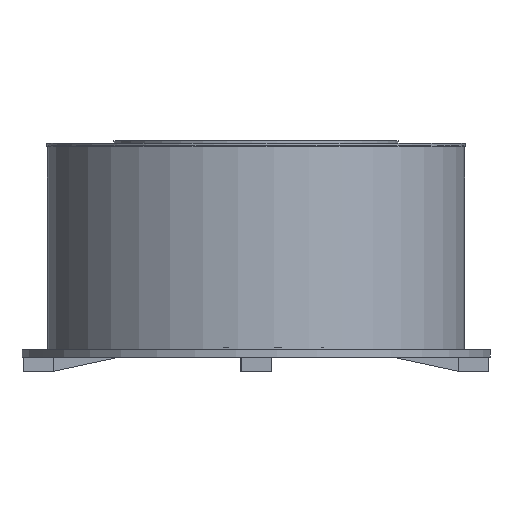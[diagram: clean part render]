
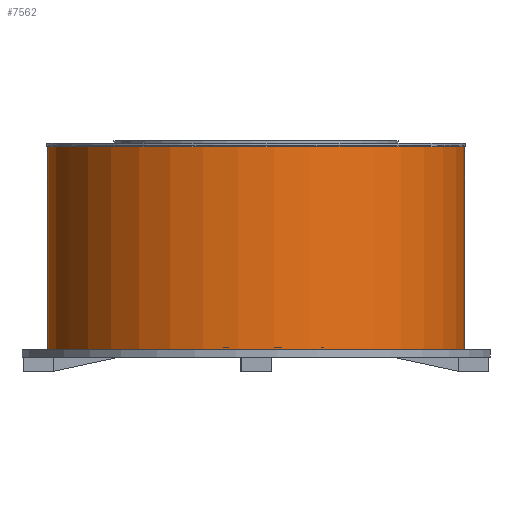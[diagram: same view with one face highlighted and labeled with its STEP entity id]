
A CAD part, left-side view. The second image highlights one B-rep face of the part: STEP entity #7562.
In plain terms, the highlighted cylindrical face has radius 220.5 mm (diameter 441 mm), a partial arc.
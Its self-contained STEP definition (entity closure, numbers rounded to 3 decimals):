
#807=FACE_OUTER_BOUND('',#1306,.T.);
#1306=EDGE_LOOP('',(#6995,#6996,#6997,#6998));
#1977=LINE('',#12959,#2653);
#1981=LINE('',#12968,#2657);
#2653=VECTOR('',#10741,214.997);
#2657=VECTOR('',#10747,214.997);
#3050=CIRCLE('',#8497,220.5);
#3052=CIRCLE('',#8500,220.5);
#3786=VERTEX_POINT('',#12956);
#3787=VERTEX_POINT('',#12958);
#3790=VERTEX_POINT('',#12965);
#3791=VERTEX_POINT('',#12967);
#4852=EDGE_CURVE('',#3786,#3787,#1977,.T.);
#4856=EDGE_CURVE('',#3790,#3791,#1981,.T.);
#4859=EDGE_CURVE('',#3787,#3790,#3050,.T.);
#4861=EDGE_CURVE('',#3786,#3791,#3052,.T.);
#6995=ORIENTED_EDGE('',*,*,#4856,.F.);
#6996=ORIENTED_EDGE('',*,*,#4859,.F.);
#6997=ORIENTED_EDGE('',*,*,#4852,.F.);
#6998=ORIENTED_EDGE('',*,*,#4861,.T.);
#7129=CYLINDRICAL_SURFACE('',#8502,220.5);
#7562=ADVANCED_FACE('',(#807),#7129,.T.);
#8497=AXIS2_PLACEMENT_3D('',#12973,#10752,#10753);
#8500=AXIS2_PLACEMENT_3D('',#12976,#10758,#10759);
#8502=AXIS2_PLACEMENT_3D('',#12978,#10762,#10763);
#10741=DIRECTION('',(0.,0.,-1.));
#10747=DIRECTION('',(0.,0.,1.));
#10752=DIRECTION('center_axis',(0.,0.,-1.));
#10753=DIRECTION('ref_axis',(1.,0.,0.));
#10758=DIRECTION('center_axis',(0.,0.,-1.));
#10759=DIRECTION('ref_axis',(1.,0.,0.));
#10762=DIRECTION('center_axis',(0.,0.,-1.));
#10763=DIRECTION('ref_axis',(-1.,0.,0.));
#12956=CARTESIAN_POINT('',(11.155,-220.218,214.997));
#12958=CARTESIAN_POINT('',(11.155,-220.218,0.));
#12959=CARTESIAN_POINT('',(11.155,-220.218,214.997));
#12965=CARTESIAN_POINT('',(11.155,220.218,0.));
#12967=CARTESIAN_POINT('',(11.155,220.218,214.997));
#12968=CARTESIAN_POINT('',(11.155,220.218,0.));
#12973=CARTESIAN_POINT('Origin',(0.,0.,0.));
#12976=CARTESIAN_POINT('Origin',(0.,0.,214.997));
#12978=CARTESIAN_POINT('Origin',(0.,0.,224.39));
